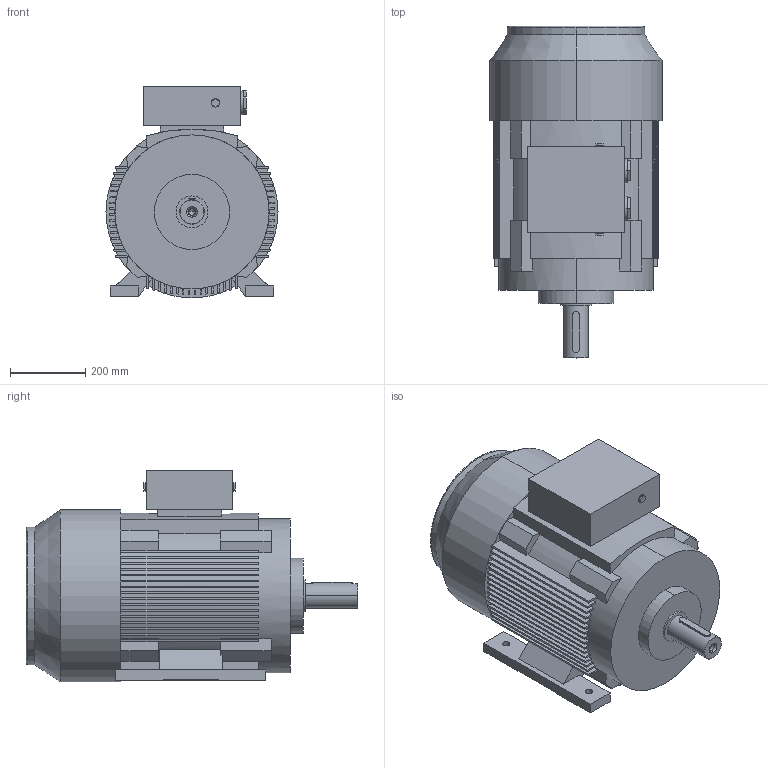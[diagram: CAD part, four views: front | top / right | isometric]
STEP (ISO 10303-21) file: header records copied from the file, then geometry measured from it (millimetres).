
FILE_DESCRIPTION (( 'STEP AP203' ), '1' );
FILE_NAME ('Ýëåêòðîäâèãàòåëü ÀÈÐ225M4,6,8.STEP', '2012-10-02T06:42:05', ( 'Áîðèñ' ), ( '' ), 'SwSTEP 2.0', 'SolidWorks 2010', '' );
FILE_SCHEMA (( 'CONFIG_CONTROL_DESIGN' ));
Length unit declared in the file: millimetre
Products named in the file (1): Ýëåêòðîäâèãàòåëü ÀÈÐ225M4,6,8
Bounding box: 458 x 883 x 564 mm (x, y, z)
Volume: 113649524.2 mm3; surface area: 2489111.4 mm2
Topology: 2 solids, 2 shells, 454 faces, 1118 edges, 721 vertices
Faces by surface type: plane 352, cylinder 90, cone 8, bspline 4
Entity records: 13547 total; most frequent: CARTESIAN_POINT 2448, DIRECTION 2332, ORIENTED_EDGE 2232, EDGE_CURVE 1116, LINE 794, VECTOR 794, AXIS2_PLACEMENT_3D 769, VERTEX_POINT 721
